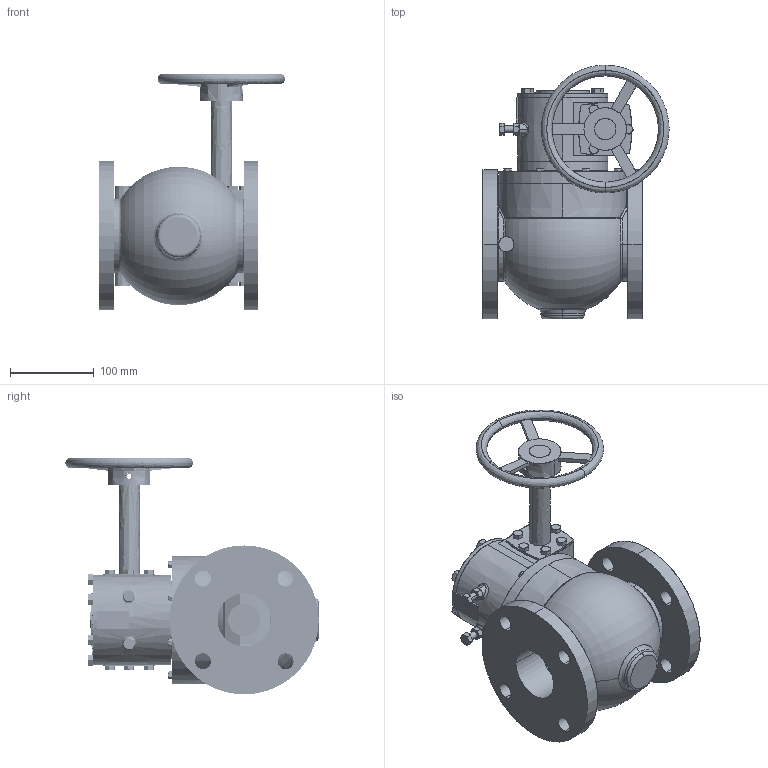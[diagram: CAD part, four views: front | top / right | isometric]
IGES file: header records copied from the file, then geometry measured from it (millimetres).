
Start section: SolidWorks IGES file using analytic representation for surfaces
Global section: file name: Plug FLxFL-2.5in-HandWheel.igs; native system: SolidWorks 2014; preprocessor: SolidWorks 2014; author: LN; date: 170714.071332; units: inch
Bounding box: 222.25 x 302.51 x 282.7 mm (x, y, z)
Surface area: 651395.1 mm2 (no closed solid volume)
Topology: 0 solids, 0 shells, 1625 faces, 28867 edges, 28796 vertices
Faces by surface type: revolution 917, bspline 708
